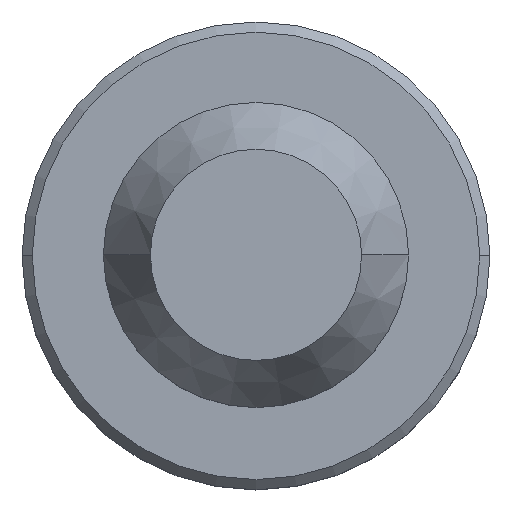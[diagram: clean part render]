
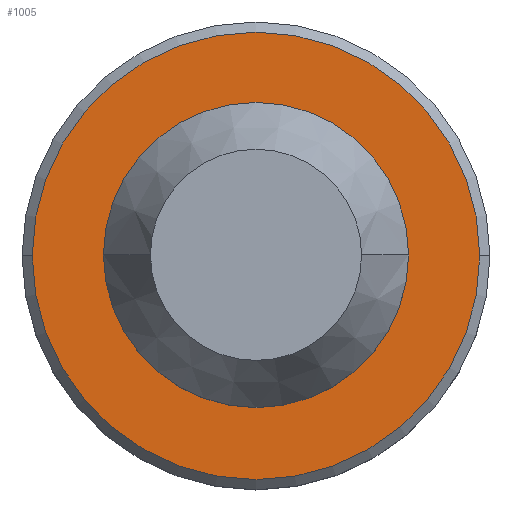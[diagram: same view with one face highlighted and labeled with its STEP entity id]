
A CAD part, top view. The second image highlights one B-rep face of the part: STEP entity #1005.
In plain terms, the highlighted planar face has unit normal (0, 0, 1).
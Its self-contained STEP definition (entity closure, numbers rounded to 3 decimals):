
#9 = VERTEX_POINT ( 'NONE', #548 ) ;
#48 = FACE_BOUND ( 'NONE', #746, .T. ) ;
#102 = CIRCLE ( 'NONE', #386, 6. ) ;
#124 = DIRECTION ( 'NONE',  ( 0., 0., 1. ) ) ;
#157 = VERTEX_POINT ( 'NONE', #960 ) ;
#175 = DIRECTION ( 'NONE',  ( 1., 0., 0. ) ) ;
#181 = EDGE_CURVE ( 'NONE', #945, #9, #910, .T. ) ;
#198 = CIRCLE ( 'NONE', #372, 11. ) ;
#223 = CARTESIAN_POINT ( 'NONE',  ( 0., 6., -29. ) ) ;
#250 = DIRECTION ( 'NONE',  ( 0., 0., -1. ) ) ;
#285 = EDGE_CURVE ( 'NONE', #157, #1097, #102, .T. ) ;
#305 = EDGE_CURVE ( 'NONE', #9, #945, #198, .T. ) ;
#318 = CARTESIAN_POINT ( 'NONE',  ( 0., 0., -29. ) ) ;
#321 = ORIENTED_EDGE ( 'NONE', *, *, #865, .F. ) ;
#372 = AXIS2_PLACEMENT_3D ( 'NONE', #545, #858, #175 ) ;
#384 = AXIS2_PLACEMENT_3D ( 'NONE', #223, #250, #699 ) ;
#386 = AXIS2_PLACEMENT_3D ( 'NONE', #1077, #698, #1009 ) ;
#389 = CARTESIAN_POINT ( 'NONE',  ( 0., 0., -29. ) ) ;
#399 = DIRECTION ( 'NONE',  ( 0., 0., 1. ) ) ;
#433 = AXIS2_PLACEMENT_3D ( 'NONE', #389, #124, #832 ) ;
#545 = CARTESIAN_POINT ( 'NONE',  ( 0., 0., -29. ) ) ;
#548 = CARTESIAN_POINT ( 'NONE',  ( -11., 0., -29. ) ) ;
#571 = FACE_OUTER_BOUND ( 'NONE', #688, .T. ) ;
#572 = AXIS2_PLACEMENT_3D ( 'NONE', #318, #399, #968 ) ;
#594 = ORIENTED_EDGE ( 'NONE', *, *, #305, .T. ) ;
#630 = ORIENTED_EDGE ( 'NONE', *, *, #181, .T. ) ;
#653 = CARTESIAN_POINT ( 'NONE',  ( 11., 0., -29. ) ) ;
#688 = EDGE_LOOP ( 'NONE', ( #594, #630 ) ) ;
#698 = DIRECTION ( 'NONE',  ( 0., 0., 1. ) ) ;
#699 = DIRECTION ( 'NONE',  ( -1., 0., 0. ) ) ;
#746 = EDGE_LOOP ( 'NONE', ( #970, #321 ) ) ;
#813 = CIRCLE ( 'NONE', #572, 6. ) ;
#832 = DIRECTION ( 'NONE',  ( 1., 0., 0. ) ) ;
#858 = DIRECTION ( 'NONE',  ( 0., 0., 1. ) ) ;
#865 = EDGE_CURVE ( 'NONE', #1097, #157, #813, .T. ) ;
#910 = CIRCLE ( 'NONE', #433, 11. ) ;
#911 = PLANE ( 'NONE',  #384 ) ;
#945 = VERTEX_POINT ( 'NONE', #653 ) ;
#952 = CARTESIAN_POINT ( 'NONE',  ( -6., 0., -29. ) ) ;
#960 = CARTESIAN_POINT ( 'NONE',  ( 6., 0., -29. ) ) ;
#968 = DIRECTION ( 'NONE',  ( 1., 0., 0. ) ) ;
#970 = ORIENTED_EDGE ( 'NONE', *, *, #285, .F. ) ;
#1005 = ADVANCED_FACE ( 'NONE', ( #48, #571 ), #911, .F. ) ;
#1009 = DIRECTION ( 'NONE',  ( 1., 0., 0. ) ) ;
#1077 = CARTESIAN_POINT ( 'NONE',  ( 0., 0., -29. ) ) ;
#1097 = VERTEX_POINT ( 'NONE', #952 ) ;
